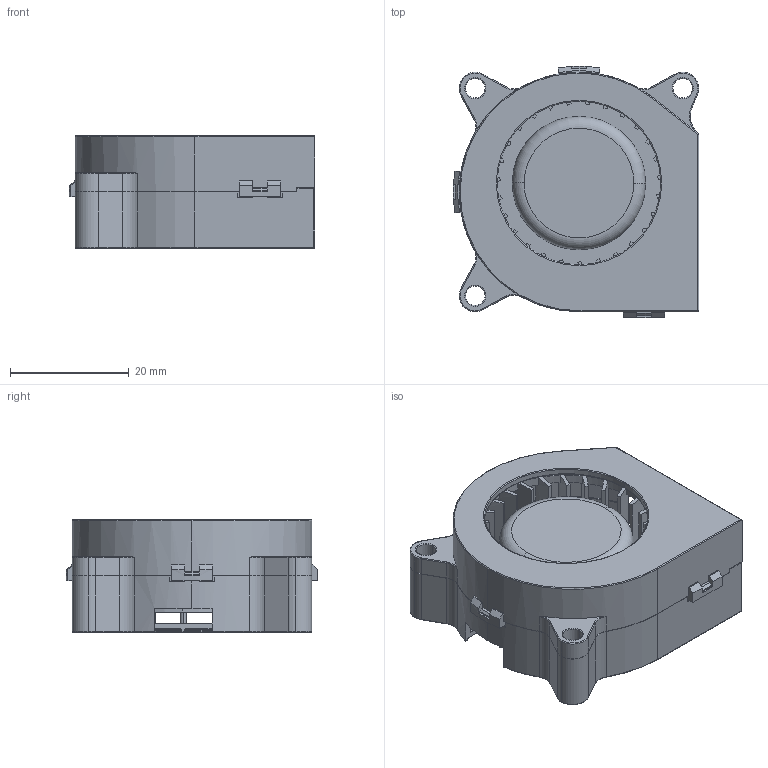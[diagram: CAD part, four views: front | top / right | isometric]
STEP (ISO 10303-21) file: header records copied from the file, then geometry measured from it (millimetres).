
FILE_DESCRIPTION (( 'STEP AP214' ), '1' );
FILE_NAME ('4020B.STEP', '2021-04-13T19:12:12', ( 'noname' ), ( '' ), 'STEP 2.0', 'XXX', '' );
FILE_SCHEMA (( 'AUTOMOTIVE_DESIGN' ));
Length unit declared in the file: millimetre
Products named in the file (4): 4020p2; 4020p3; 4020p1; 4020B
Assembly tree (3 placements, depth 2):
  4020B
    4020p1
    4020p3
    4020p2
Bounding box: 41.41 x 42.42 x 18.95 mm (x, y, z)
Volume: 12755.4 mm3; surface area: 15250.8 mm2
Topology: 3 solids, 3 shells, 596 faces, 1692 edges, 1063 vertices
Faces by surface type: cylinder 268, plane 216, torus 94, sphere 10, bspline 4, cone 4
Entity records: 19926 total; most frequent: CARTESIAN_POINT 3659, DIRECTION 3622, ORIENTED_EDGE 3362, EDGE_CURVE 1681, AXIS2_PLACEMENT_3D 1396, VERTEX_POINT 1061, LINE 830, VECTOR 830
